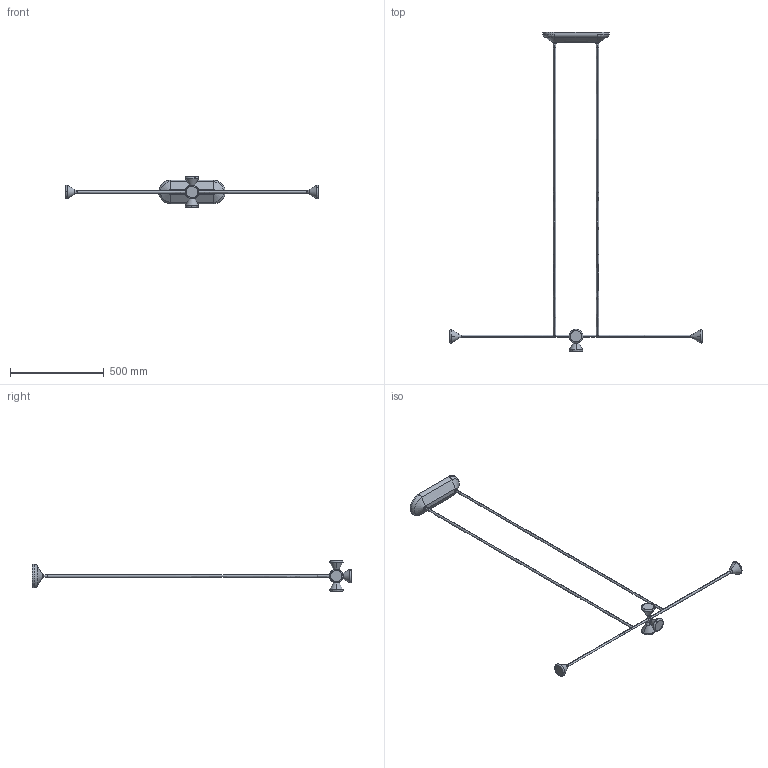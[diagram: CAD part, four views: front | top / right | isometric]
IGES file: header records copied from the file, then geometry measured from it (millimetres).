
Start section: SolidWorks IGES file using analytic representation for surfaces
Global section: file name: APOLLO5 - Apollo 5 Chandelier.IGS; native system: SolidWorks 2015; preprocessor: SolidWorks 2015; author: Design; date: 190503.120112; units: millimetre
Bounding box: 1349.86 x 1704.58 x 162.41 mm (x, y, z)
Volume: 2640890.8 mm3; surface area: 347698.6 mm2
Topology: 1 solids, 1 shells, 110 faces, 260 edges, 165 vertices
Faces by surface type: revolution 54, bspline 36, plane 20
